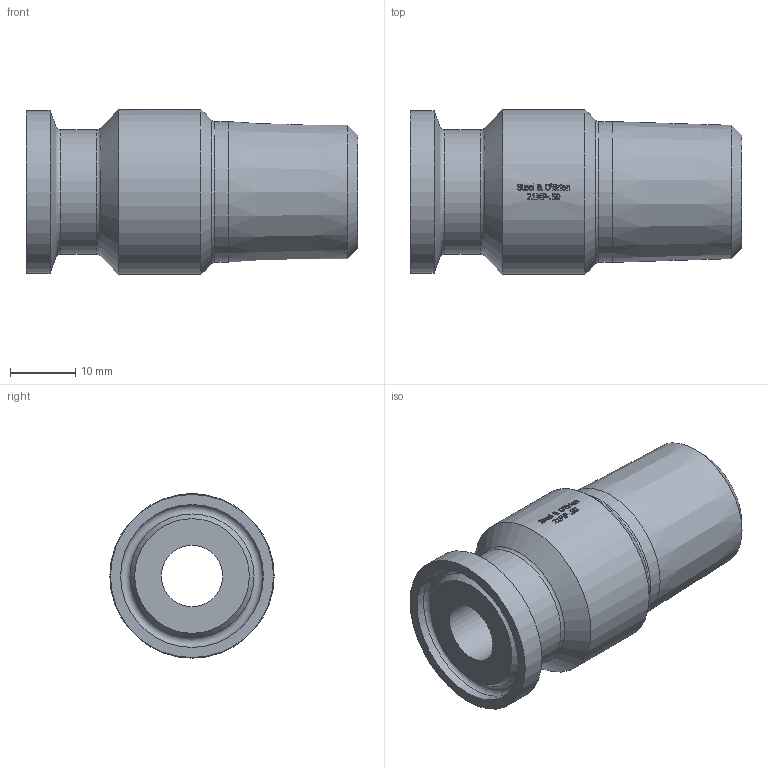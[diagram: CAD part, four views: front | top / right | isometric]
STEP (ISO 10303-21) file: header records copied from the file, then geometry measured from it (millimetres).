
FILE_DESCRIPTION(/* description */ ('.750 TC X 1/2-14 MNPT 21MP'),/* implementation_level */ '2;1');
FILE_NAME(/* name */ '21MP-.50.stp',/* time_stamp */ '2019-01-31T08:42:39-05:00',/* author */ ('rick'),/* organization */ ('Steel & O''Brien Mfg. Inc.'),/* preprocessor_version */ 'ST-DEVELOPER v15.2',/* originating_system */ 'Autodesk Inventor 2014',/* authorisation */ '');
FILE_SCHEMA (('AUTOMOTIVE_DESIGN { 1 0 10303 214 3 1 1 }'));
Length unit declared in the file: inch
Products named in the file (1): AAV00540
Bounding box: 50.8 x 25.2 x 25.2 mm (x, y, z)
Volume: 12658.8 mm3; surface area: 6562.7 mm2
Topology: 1 solids, 1 shells, 349 faces, 927 edges, 613 vertices
Faces by surface type: bspline 164, plane 135, cylinder 39, cone 7, torus 4
Full cylindrical faces by diameter (mm): 9.398 x1, 15.748 x1, 19.05 x1, 21.581 x1, 21.895 x1, 24.994 x1, 25.197 x1
Entity records: 13863 total; most frequent: CARTESIAN_POINT 6176, ORIENTED_EDGE 1818, DIRECTION 1110, EDGE_CURVE 909, VERTEX_POINT 613, LINE 424, VECTOR 424, EDGE_LOOP 402
